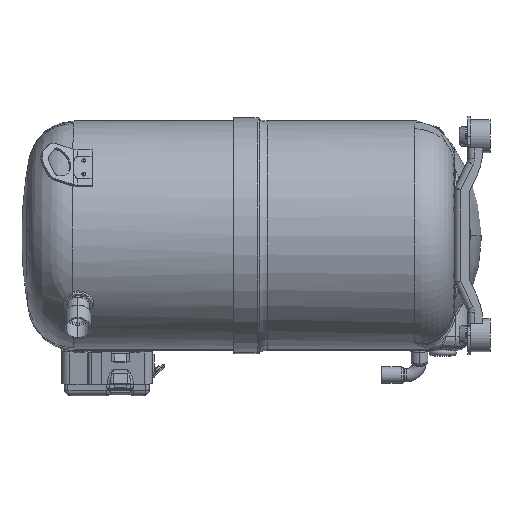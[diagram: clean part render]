
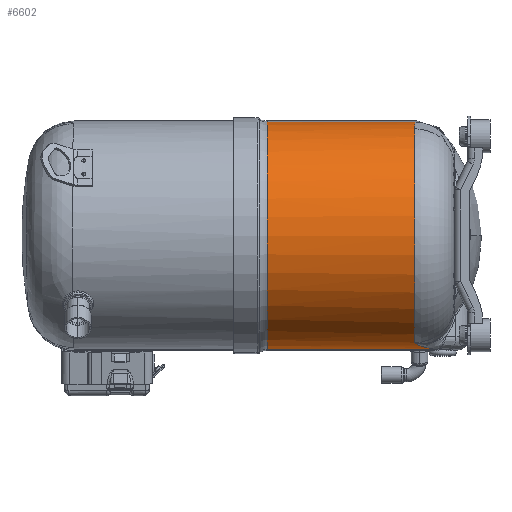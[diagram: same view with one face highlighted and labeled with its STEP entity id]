
A CAD part, left-side view. The second image highlights one B-rep face of the part: STEP entity #6602.
In plain terms, the highlighted cylindrical face has radius 108.886 mm (diameter 217.772 mm), a partial arc.
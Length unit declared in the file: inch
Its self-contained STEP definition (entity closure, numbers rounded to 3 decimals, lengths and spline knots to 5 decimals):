
#893 = AXIS2_PLACEMENT_3D ( 'NONE', #10416, #18172, #2799 ) ;
#988 = EDGE_CURVE ( 'NONE', #32454, #15740, #1961, .T. ) ;
#1340 = B_SPLINE_CURVE_WITH_KNOTS ( 'NONE', 3,
 ( #14011, #31850, #11544, #29416, #14134, #31948, #16717, #1366, #19306, #3921, #21876, #6516, #24444, #9089, #27000, #11653, #29520, #14243, #32061, #16815 ),
 .UNSPECIFIED., .F., .F.,
 ( 4, 2, 2, 2, 2, 2, 2, 2, 2, 4 ),
 ( 0., 0.00454, 0.00909, 0.01363, 0.01818, 0.02727, 0.03181, 0.03409, 0.03522, 0.03636 ),
 .UNSPECIFIED. ) ;
#1366 = CARTESIAN_POINT ( 'NONE',  ( -1.7975, -7.24954, -4.21973 ) ) ;
#1464 = DIRECTION ( 'NONE',  ( 0., 1., 0. ) ) ;
#1961 = LINE ( 'NONE', #23783, #3557 ) ;
#2412 = ORIENTED_EDGE ( 'NONE', *, *, #3066, .T. ) ;
#2598 = EDGE_CURVE ( 'NONE', #16659, #29599, #17296, .T. ) ;
#2799 = DIRECTION ( 'NONE',  ( 0., 0., 1. ) ) ;
#2955 = DIRECTION ( 'NONE',  ( 0., 1., 0. ) ) ;
#3066 = EDGE_CURVE ( 'NONE', #32772, #15740, #17894, .T. ) ;
#3557 = VECTOR ( 'NONE', #8417, 39.37008 ) ;
#3921 = CARTESIAN_POINT ( 'NONE',  ( -1.98966, -7.11085, -4.18159 ) ) ;
#4292 = CARTESIAN_POINT ( 'NONE',  ( -2.13371, -6.81453, 4.14956 ) ) ;
#5753 = FACE_OUTER_BOUND ( 'NONE', #16274, .T. ) ;
#6179 = AXIS2_PLACEMENT_3D ( 'NONE', #9571, #27484, #12162 ) ;
#6516 = CARTESIAN_POINT ( 'NONE',  ( -2.23702, -6.95638, -4.11678 ) ) ;
#6602 = ADVANCED_FACE ( 'NONE', ( #5753 ), #18582, .T. ) ;
#6888 = CARTESIAN_POINT ( 'NONE',  ( -1.56643, -6.82664, 4.25889 ) ) ;
#7024 = ORIENTED_EDGE ( 'NONE', *, *, #2598, .T. ) ;
#7238 = LINE ( 'NONE', #19417, #8047 ) ;
#7512 = CARTESIAN_POINT ( 'NONE',  ( -2.48696, -6.813, -4.03541 ) ) ;
#8047 = VECTOR ( 'NONE', #1464, 39.37008 ) ;
#8417 = DIRECTION ( 'NONE',  ( 0., 1., 0. ) ) ;
#9089 = CARTESIAN_POINT ( 'NONE',  ( -2.36184, -6.88356, -4.07819 ) ) ;
#9571 = CARTESIAN_POINT ( 'NONE',  ( -1.0404, -1.2563, 0. ) ) ;
#10067 = CARTESIAN_POINT ( 'NONE',  ( -2.50194, -6.813, -4.03002 ) ) ;
#10416 = CARTESIAN_POINT ( 'NONE',  ( -1.0404, -8.188, 0. ) ) ;
#11544 = CARTESIAN_POINT ( 'NONE',  ( -1.44747, -7.57056, -4.26768 ) ) ;
#11622 = VERTEX_POINT ( 'NONE', #28939 ) ;
#11653 = CARTESIAN_POINT ( 'NONE',  ( -2.42438, -6.84802, -4.05732 ) ) ;
#11818 = CARTESIAN_POINT ( 'NONE',  ( -2.50194, -6.813, 4.03002 ) ) ;
#12162 = DIRECTION ( 'NONE',  ( 0., 0., 1. ) ) ;
#13723 = CARTESIAN_POINT ( 'NONE',  ( -2.50194, -6.813, -4.03002 ) ) ;
#14011 = CARTESIAN_POINT ( 'NONE',  ( -1.37278, -7.66473, -4.27395 ) ) ;
#14134 = CARTESIAN_POINT ( 'NONE',  ( -1.57106, -7.44171, -4.25411 ) ) ;
#14243 = CARTESIAN_POINT ( 'NONE',  ( -2.46193, -6.82694, -4.04432 ) ) ;
#15302 = CARTESIAN_POINT ( 'NONE',  ( -2.50194, -6.813, 4.03002 ) ) ;
#15429 = ORIENTED_EDGE ( 'NONE', *, *, #988, .F. ) ;
#15740 = VERTEX_POINT ( 'NONE', #20359 ) ;
#16274 = EDGE_LOOP ( 'NONE', ( #15429, #30102, #7024, #29983, #25361, #30383, #2412 ) ) ;
#16659 = VERTEX_POINT ( 'NONE', #25096 ) ;
#16717 = CARTESIAN_POINT ( 'NONE',  ( -1.70437, -7.32354, -4.23539 ) ) ;
#16815 = CARTESIAN_POINT ( 'NONE',  ( -2.48696, -6.813, -4.03541 ) ) ;
#17296 = B_SPLINE_CURVE_WITH_KNOTS ( 'NONE', 3,
 ( #7512, #22872, #25428, #10067 ),
 .UNSPECIFIED., .F., .F.,
 ( 4, 4 ),
 ( 0., 0.0004 ),
 .UNSPECIFIED. ) ;
#17603 = CARTESIAN_POINT ( 'NONE',  ( -1.37278, -7.66473, -4.27395 ) ) ;
#17894 = CIRCLE ( 'NONE', #6179, 4.28685 ) ;
#18011 = EDGE_CURVE ( 'NONE', #32454, #16659, #1340, .T. ) ;
#18172 = DIRECTION ( 'NONE',  ( 0., 1., 0. ) ) ;
#18183 = CIRCLE ( 'NONE', #27501, 4.28685 ) ;
#18317 = CARTESIAN_POINT ( 'NONE',  ( -1.0404, -6.813, 0. ) ) ;
#18582 = CYLINDRICAL_SURFACE ( 'NONE', #893, 4.28685 ) ;
#19306 = CARTESIAN_POINT ( 'NONE',  ( -1.84522, -7.21384, -4.21091 ) ) ;
#19417 = CARTESIAN_POINT ( 'NONE',  ( -1.37278, -8.188, 4.27395 ) ) ;
#19735 = EDGE_CURVE ( 'NONE', #11622, #32772, #7238, .T. ) ;
#20359 = CARTESIAN_POINT ( 'NONE',  ( -1.37278, -1.2563, -4.27395 ) ) ;
#20896 = DIRECTION ( 'NONE',  ( 0., 0., 1. ) ) ;
#21876 = CARTESIAN_POINT ( 'NONE',  ( -2.08809, -7.04721, -4.15813 ) ) ;
#22191 = EDGE_CURVE ( 'NONE', #24691, #11622, #24565, .T. ) ;
#22247 = CARTESIAN_POINT ( 'NONE',  ( -1.75732, -6.82135, 4.23087 ) ) ;
#22872 = CARTESIAN_POINT ( 'NONE',  ( -2.49196, -6.813, -4.03362 ) ) ;
#23783 = CARTESIAN_POINT ( 'NONE',  ( -1.37278, -8.188, -4.27395 ) ) ;
#24444 = CARTESIAN_POINT ( 'NONE',  ( -2.28688, -6.92689, -4.10197 ) ) ;
#24565 = B_SPLINE_CURVE_WITH_KNOTS ( 'NONE', 3,
 ( #11818, #29791, #4292, #22247, #6888, #24804 ),
 .UNSPECIFIED., .F., .F.,
 ( 4, 2, 4 ),
 ( 0., 0.01467, 0.02935 ),
 .UNSPECIFIED. ) ;
#24691 = VERTEX_POINT ( 'NONE', #15302 ) ;
#24804 = CARTESIAN_POINT ( 'NONE',  ( -1.37278, -6.83429, 4.27395 ) ) ;
#25096 = CARTESIAN_POINT ( 'NONE',  ( -2.48696, -6.813, -4.03541 ) ) ;
#25361 = ORIENTED_EDGE ( 'NONE', *, *, #22191, .T. ) ;
#25428 = CARTESIAN_POINT ( 'NONE',  ( -2.49695, -6.813, -4.03182 ) ) ;
#26252 = EDGE_CURVE ( 'NONE', #29599, #24691, #18183, .T. ) ;
#27000 = CARTESIAN_POINT ( 'NONE',  ( -2.38685, -6.86926, -4.07 ) ) ;
#27484 = DIRECTION ( 'NONE',  ( 0., -1., 0. ) ) ;
#27501 = AXIS2_PLACEMENT_3D ( 'NONE', #18317, #2955, #20896 ) ;
#28939 = CARTESIAN_POINT ( 'NONE',  ( -1.37278, -6.83429, 4.27395 ) ) ;
#29416 = CARTESIAN_POINT ( 'NONE',  ( -1.52858, -7.48327, -4.25916 ) ) ;
#29520 = CARTESIAN_POINT ( 'NONE',  ( -2.4369, -6.84098, -4.05303 ) ) ;
#29599 = VERTEX_POINT ( 'NONE', #13723 ) ;
#29791 = CARTESIAN_POINT ( 'NONE',  ( -2.31921, -6.813, 4.09628 ) ) ;
#29983 = ORIENTED_EDGE ( 'NONE', *, *, #26252, .T. ) ;
#30102 = ORIENTED_EDGE ( 'NONE', *, *, #18011, .T. ) ;
#30383 = ORIENTED_EDGE ( 'NONE', *, *, #19735, .T. ) ;
#31850 = CARTESIAN_POINT ( 'NONE',  ( -1.40883, -7.61626, -4.27115 ) ) ;
#31948 = CARTESIAN_POINT ( 'NONE',  ( -1.65895, -7.36184, -4.24223 ) ) ;
#32061 = CARTESIAN_POINT ( 'NONE',  ( -2.47453, -6.81992, -4.03987 ) ) ;
#32454 = VERTEX_POINT ( 'NONE', #17603 ) ;
#32594 = CARTESIAN_POINT ( 'NONE',  ( -1.37278, -1.2563, 4.27395 ) ) ;
#32772 = VERTEX_POINT ( 'NONE', #32594 ) ;
